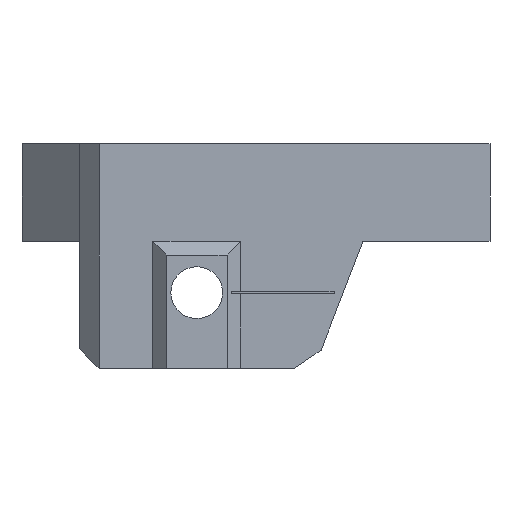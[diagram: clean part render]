
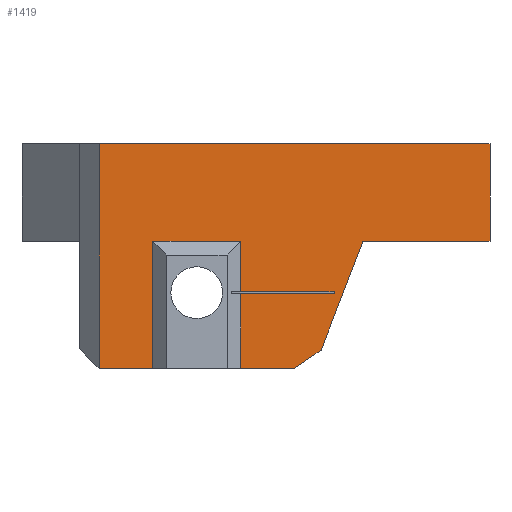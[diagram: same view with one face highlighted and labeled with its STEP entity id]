
A CAD part, left-side view. The second image highlights one B-rep face of the part: STEP entity #1419.
In plain terms, the highlighted planar face has unit normal (-1, 0, 0).
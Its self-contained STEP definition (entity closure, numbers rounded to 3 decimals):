
#39=FACE_OUTER_BOUND('',#114,.T.);
#114=EDGE_LOOP('',(#983,#984,#985,#986,#987,#988,#989,#990,#991,#992,#993,
#994,#995,#996,#997));
#189=LINE('',#1955,#390);
#190=LINE('',#1958,#391);
#194=LINE('',#1965,#395);
#196=LINE('',#1970,#397);
#200=LINE('',#1977,#401);
#203=LINE('',#1983,#404);
#206=LINE('',#1992,#407);
#208=LINE('',#1997,#409);
#212=LINE('',#2004,#413);
#213=LINE('',#2006,#414);
#220=LINE('',#2020,#421);
#221=LINE('',#2022,#422);
#222=LINE('',#2024,#423);
#223=LINE('',#2026,#424);
#224=LINE('',#2027,#425);
#390=VECTOR('',#1590,10.);
#391=VECTOR('',#1593,10.);
#395=VECTOR('',#1599,10.);
#397=VECTOR('',#1605,10.);
#401=VECTOR('',#1609,10.);
#404=VECTOR('',#1614,10.);
#407=VECTOR('',#1623,10.);
#409=VECTOR('',#1627,10.);
#413=VECTOR('',#1633,10.);
#414=VECTOR('',#1634,10.);
#421=VECTOR('',#1643,10.);
#422=VECTOR('',#1644,10.);
#423=VECTOR('',#1645,10.);
#424=VECTOR('',#1646,10.);
#425=VECTOR('',#1647,10.);
#588=VERTEX_POINT('',#1949);
#590=VERTEX_POINT('',#1953);
#591=VERTEX_POINT('',#1957);
#593=VERTEX_POINT('',#1963);
#594=VERTEX_POINT('',#1969);
#597=VERTEX_POINT('',#1975);
#598=VERTEX_POINT('',#1979);
#602=VERTEX_POINT('',#1991);
#603=VERTEX_POINT('',#1995);
#604=VERTEX_POINT('',#1996);
#607=VERTEX_POINT('',#2005);
#613=VERTEX_POINT('',#2019);
#614=VERTEX_POINT('',#2021);
#615=VERTEX_POINT('',#2023);
#616=VERTEX_POINT('',#2025);
#725=EDGE_CURVE('',#588,#590,#189,.T.);
#726=EDGE_CURVE('',#590,#591,#190,.T.);
#730=EDGE_CURVE('',#591,#593,#194,.T.);
#732=EDGE_CURVE('',#594,#588,#196,.T.);
#736=EDGE_CURVE('',#593,#597,#200,.T.);
#739=EDGE_CURVE('',#598,#594,#203,.T.);
#743=EDGE_CURVE('',#598,#602,#206,.T.);
#745=EDGE_CURVE('',#603,#604,#208,.T.);
#749=EDGE_CURVE('',#604,#597,#212,.T.);
#750=EDGE_CURVE('',#602,#607,#213,.T.);
#757=EDGE_CURVE('',#613,#603,#220,.T.);
#758=EDGE_CURVE('',#613,#614,#221,.T.);
#759=EDGE_CURVE('',#614,#615,#222,.T.);
#760=EDGE_CURVE('',#616,#615,#223,.T.);
#761=EDGE_CURVE('',#607,#616,#224,.T.);
#983=ORIENTED_EDGE('',*,*,#730,.T.);
#984=ORIENTED_EDGE('',*,*,#736,.T.);
#985=ORIENTED_EDGE('',*,*,#749,.F.);
#986=ORIENTED_EDGE('',*,*,#745,.F.);
#987=ORIENTED_EDGE('',*,*,#757,.F.);
#988=ORIENTED_EDGE('',*,*,#758,.T.);
#989=ORIENTED_EDGE('',*,*,#759,.T.);
#990=ORIENTED_EDGE('',*,*,#760,.F.);
#991=ORIENTED_EDGE('',*,*,#761,.F.);
#992=ORIENTED_EDGE('',*,*,#750,.F.);
#993=ORIENTED_EDGE('',*,*,#743,.F.);
#994=ORIENTED_EDGE('',*,*,#739,.T.);
#995=ORIENTED_EDGE('',*,*,#732,.T.);
#996=ORIENTED_EDGE('',*,*,#725,.T.);
#997=ORIENTED_EDGE('',*,*,#726,.T.);
#1347=PLANE('',#1510);
#1419=ADVANCED_FACE('',(#39),#1347,.T.);
#1510=AXIS2_PLACEMENT_3D('',#2018,#1641,#1642);
#1590=DIRECTION('',(0.,-1.,0.));
#1593=DIRECTION('',(0.,0.,-1.));
#1599=DIRECTION('',(0.,1.,0.));
#1605=DIRECTION('',(0.,0.,-1.));
#1609=DIRECTION('',(0.,0.,-1.));
#1614=DIRECTION('',(0.,-1.,0.));
#1623=DIRECTION('',(0.,0.,-1.));
#1627=DIRECTION('',(0.,0.824,-0.566));
#1633=DIRECTION('',(0.,1.,0.));
#1634=DIRECTION('',(0.,1.,0.));
#1641=DIRECTION('center_axis',(-1.,0.,0.));
#1642=DIRECTION('ref_axis',(0.,-1.,0.));
#1643=DIRECTION('',(0.,0.359,-0.933));
#1644=DIRECTION('',(0.,-1.,0.));
#1645=DIRECTION('',(0.,0.,1.));
#1646=DIRECTION('',(0.,-1.,0.));
#1647=DIRECTION('',(0.,0.,1.));
#1949=CARTESIAN_POINT('',(0.,25.5,-5.145));
#1953=CARTESIAN_POINT('',(0.,15.96,-5.145));
#1955=CARTESIAN_POINT('',(0.,28.98,-5.145));
#1957=CARTESIAN_POINT('',(0.,15.96,-5.355));
#1958=CARTESIAN_POINT('',(0.,15.96,-2.678));
#1963=CARTESIAN_POINT('',(0.,25.5,-5.355));
#1965=CARTESIAN_POINT('',(0.,34.225,-5.355));
#1969=CARTESIAN_POINT('',(0.,25.5,0.));
#1970=CARTESIAN_POINT('',(0.,25.5,0.));
#1975=CARTESIAN_POINT('',(0.,25.5,-13.));
#1977=CARTESIAN_POINT('',(0.,25.5,0.));
#1979=CARTESIAN_POINT('',(0.,34.5,0.));
#1983=CARTESIAN_POINT('',(0.,42.,0.));
#1991=CARTESIAN_POINT('',(0.,34.5,-13.));
#1992=CARTESIAN_POINT('',(0.,34.5,0.));
#1995=CARTESIAN_POINT('',(0.,17.282,-11.133));
#1996=CARTESIAN_POINT('',(0.,20.,-13.));
#1997=CARTESIAN_POINT('',(0.,23.762,-15.583));
#2004=CARTESIAN_POINT('',(0.,42.,-13.));
#2005=CARTESIAN_POINT('',(0.,40.,-13.));
#2006=CARTESIAN_POINT('',(0.,42.,-13.));
#2018=CARTESIAN_POINT('Origin',(0.,42.,0.));
#2019=CARTESIAN_POINT('',(0.,13.,0.));
#2020=CARTESIAN_POINT('',(0.,16.119,-8.108));
#2021=CARTESIAN_POINT('',(0.,0.,0.));
#2022=CARTESIAN_POINT('',(0.,42.,0.));
#2023=CARTESIAN_POINT('',(0.,0.,10.));
#2024=CARTESIAN_POINT('',(0.,0.,0.));
#2025=CARTESIAN_POINT('',(0.,40.,10.));
#2026=CARTESIAN_POINT('',(0.,42.,10.));
#2027=CARTESIAN_POINT('',(0.,40.,0.));
